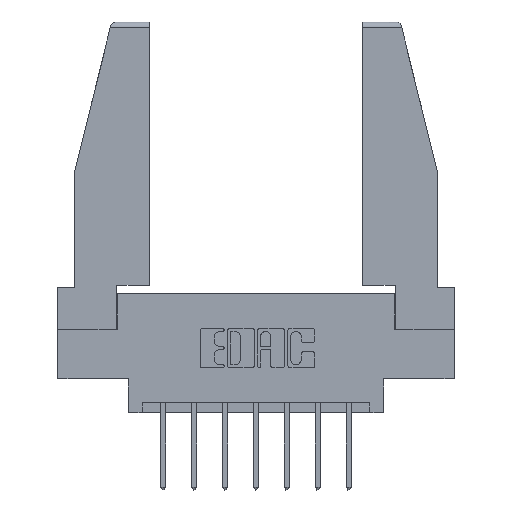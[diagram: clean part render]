
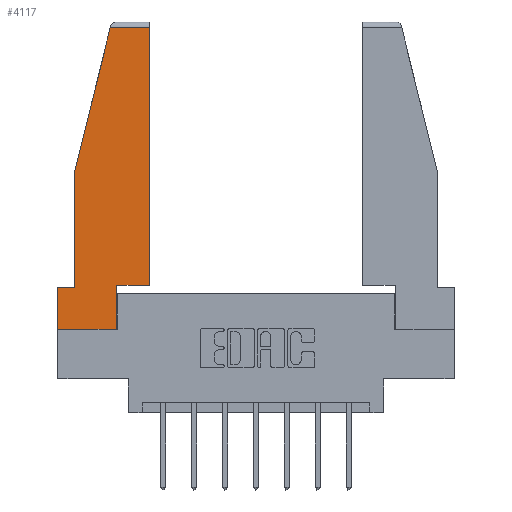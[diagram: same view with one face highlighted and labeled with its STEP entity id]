
A CAD part, top view. The second image highlights one B-rep face of the part: STEP entity #4117.
In plain terms, the highlighted planar face has unit normal (0, 0, 1).
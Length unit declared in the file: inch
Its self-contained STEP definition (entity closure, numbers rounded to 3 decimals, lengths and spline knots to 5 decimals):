
#31 = EDGE_CURVE ( 'NONE', #2703, #8582, #5315, .T. ) ;
#67 = DIRECTION ( 'NONE',  ( 1., 0., 0. ) ) ;
#192 = VECTOR ( 'NONE', #6021, 39.37008 ) ;
#273 = DIRECTION ( 'NONE',  ( -1., 0., 0. ) ) ;
#310 = VECTOR ( 'NONE', #7744, 39.37008 ) ;
#334 = LINE ( 'NONE', #11200, #7817 ) ;
#470 = CARTESIAN_POINT ( 'NONE',  ( 0.086, 0.8, 0. ) ) ;
#487 = DIRECTION ( 'NONE',  ( -0.239, -0.971, 0. ) ) ;
#855 = CARTESIAN_POINT ( 'NONE',  ( 0.297, 0., 0. ) ) ;
#1241 = CARTESIAN_POINT ( 'NONE',  ( 0., 0.21, 0. ) ) ;
#1268 = EDGE_LOOP ( 'NONE', ( #4397, #7075, #4936, #3926, #2852, #8309, #4407, #10003, #4826 ) ) ;
#1280 = CARTESIAN_POINT ( 'NONE',  ( 0., 0.21, 0. ) ) ;
#1555 = LINE ( 'NONE', #8335, #5208 ) ;
#1880 = VECTOR ( 'NONE', #67, 39.37008 ) ;
#1960 = VERTEX_POINT ( 'NONE', #2446 ) ;
#2080 = CARTESIAN_POINT ( 'NONE',  ( 0., 0., 0. ) ) ;
#2351 = LINE ( 'NONE', #1280, #2657 ) ;
#2446 = CARTESIAN_POINT ( 'NONE',  ( 0.086, 0.8, 0. ) ) ;
#2657 = VECTOR ( 'NONE', #8198, 39.37008 ) ;
#2703 = VERTEX_POINT ( 'NONE', #8559 ) ;
#2852 = ORIENTED_EDGE ( 'NONE', *, *, #9563, .T. ) ;
#3097 = EDGE_CURVE ( 'NONE', #6768, #1960, #5718, .T. ) ;
#3317 = EDGE_CURVE ( 'NONE', #11097, #2703, #6470, .T. ) ;
#3769 = VERTEX_POINT ( 'NONE', #6546 ) ;
#3796 = DIRECTION ( 'NONE',  ( 0., 1., 0. ) ) ;
#3926 = ORIENTED_EDGE ( 'NONE', *, *, #4313, .T. ) ;
#4117 = ADVANCED_FACE ( 'NONE', ( #11607 ), #8014, .T. ) ;
#4153 = CARTESIAN_POINT ( 'NONE',  ( 0., 0.21, 0. ) ) ;
#4159 = LINE ( 'NONE', #4153, #10990 ) ;
#4313 = EDGE_CURVE ( 'NONE', #1960, #11785, #7063, .T. ) ;
#4397 = ORIENTED_EDGE ( 'NONE', *, *, #31, .T. ) ;
#4407 = ORIENTED_EDGE ( 'NONE', *, *, #5679, .T. ) ;
#4483 = DIRECTION ( 'NONE',  ( 0., 1., 0. ) ) ;
#4511 = VERTEX_POINT ( 'NONE', #1241 ) ;
#4790 = CARTESIAN_POINT ( 'NONE',  ( 0., 0., 0. ) ) ;
#4826 = ORIENTED_EDGE ( 'NONE', *, *, #3317, .T. ) ;
#4923 = EDGE_CURVE ( 'NONE', #7361, #11097, #334, .T. ) ;
#4936 = ORIENTED_EDGE ( 'NONE', *, *, #3097, .T. ) ;
#4989 = AXIS2_PLACEMENT_3D ( 'NONE', #2080, #9993, #9873 ) ;
#5183 = CARTESIAN_POINT ( 'NONE',  ( 0.461, 1.52, 0. ) ) ;
#5208 = VECTOR ( 'NONE', #273, 39.37008 ) ;
#5315 = LINE ( 'NONE', #10678, #12457 ) ;
#5679 = EDGE_CURVE ( 'NONE', #3769, #7361, #7786, .T. ) ;
#5718 = LINE ( 'NONE', #7479, #8313 ) ;
#6021 = DIRECTION ( 'NONE',  ( 0., -1., 0. ) ) ;
#6078 = DIRECTION ( 'NONE',  ( 0., -1., 0. ) ) ;
#6470 = LINE ( 'NONE', #8709, #1880 ) ;
#6546 = CARTESIAN_POINT ( 'NONE',  ( 0., 0., 0. ) ) ;
#6619 = CARTESIAN_POINT ( 'NONE',  ( 0.2636, 1.52, 0. ) ) ;
#6768 = VERTEX_POINT ( 'NONE', #6619 ) ;
#7063 = LINE ( 'NONE', #470, #192 ) ;
#7075 = ORIENTED_EDGE ( 'NONE', *, *, #10287, .T. ) ;
#7361 = VERTEX_POINT ( 'NONE', #855 ) ;
#7479 = CARTESIAN_POINT ( 'NONE',  ( 0.271, 1.55, 0. ) ) ;
#7744 = DIRECTION ( 'NONE',  ( 1., 0., 0. ) ) ;
#7786 = LINE ( 'NONE', #4790, #310 ) ;
#7817 = VECTOR ( 'NONE', #4483, 39.37008 ) ;
#8014 = PLANE ( 'NONE',  #4989 ) ;
#8107 = CARTESIAN_POINT ( 'NONE',  ( 0.297, 0.223, 0. ) ) ;
#8198 = DIRECTION ( 'NONE',  ( -1., 0., 0. ) ) ;
#8309 = ORIENTED_EDGE ( 'NONE', *, *, #10278, .T. ) ;
#8313 = VECTOR ( 'NONE', #487, 39.37008 ) ;
#8335 = CARTESIAN_POINT ( 'NONE',  ( 0., 1.52, 0. ) ) ;
#8559 = CARTESIAN_POINT ( 'NONE',  ( 0.461, 0.223, 0. ) ) ;
#8582 = VERTEX_POINT ( 'NONE', #5183 ) ;
#8709 = CARTESIAN_POINT ( 'NONE',  ( 0.297, 0.223, 0. ) ) ;
#9563 = EDGE_CURVE ( 'NONE', #11785, #4511, #2351, .T. ) ;
#9873 = DIRECTION ( 'NONE',  ( 1., 0., 0. ) ) ;
#9993 = DIRECTION ( 'NONE',  ( 0., 0., 1. ) ) ;
#10003 = ORIENTED_EDGE ( 'NONE', *, *, #4923, .T. ) ;
#10278 = EDGE_CURVE ( 'NONE', #4511, #3769, #4159, .T. ) ;
#10287 = EDGE_CURVE ( 'NONE', #8582, #6768, #1555, .T. ) ;
#10678 = CARTESIAN_POINT ( 'NONE',  ( 0.461, 0.223, 0. ) ) ;
#10990 = VECTOR ( 'NONE', #6078, 39.37008 ) ;
#11097 = VERTEX_POINT ( 'NONE', #8107 ) ;
#11200 = CARTESIAN_POINT ( 'NONE',  ( 0.297, 0., 0. ) ) ;
#11607 = FACE_OUTER_BOUND ( 'NONE', #1268, .T. ) ;
#11785 = VERTEX_POINT ( 'NONE', #12163 ) ;
#12163 = CARTESIAN_POINT ( 'NONE',  ( 0.086, 0.21, 0. ) ) ;
#12457 = VECTOR ( 'NONE', #3796, 39.37008 ) ;
